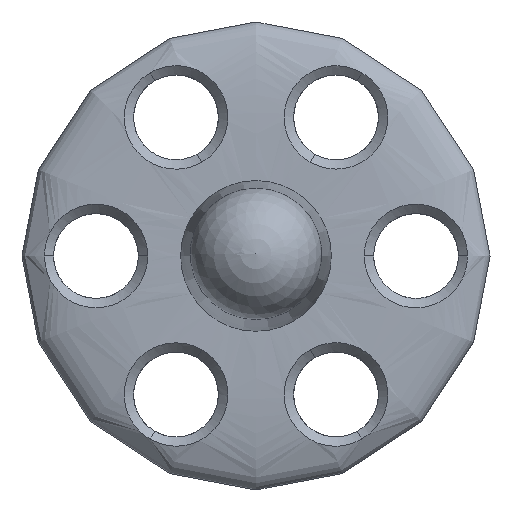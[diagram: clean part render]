
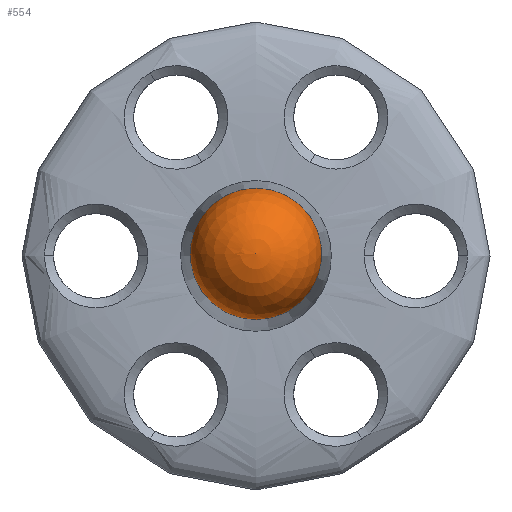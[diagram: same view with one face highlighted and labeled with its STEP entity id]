
A CAD part, top view. The second image highlights one B-rep face of the part: STEP entity #554.
In plain terms, the highlighted spherical face has radius 7 mm.
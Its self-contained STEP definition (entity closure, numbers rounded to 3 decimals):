
#154=FACE_OUTER_BOUND('',#189,.T.);
#189=EDGE_LOOP('',(#392,#393,#394));
#238=CIRCLE('',#606,5.);
#239=CIRCLE('',#607,7.);
#263=VERTEX_POINT('',#791);
#264=VERTEX_POINT('',#793);
#312=EDGE_CURVE('',#263,#263,#238,.T.);
#313=EDGE_CURVE('',#264,#263,#239,.T.);
#392=ORIENTED_EDGE('',*,*,#312,.F.);
#393=ORIENTED_EDGE('',*,*,#313,.F.);
#394=ORIENTED_EDGE('',*,*,#313,.T.);
#552=SPHERICAL_SURFACE('',#605,7.);
#554=ADVANCED_FACE('',(#154),#552,.T.);
#605=AXIS2_PLACEMENT_3D('',#790,#660,#661);
#606=AXIS2_PLACEMENT_3D('',#792,#662,#663);
#607=AXIS2_PLACEMENT_3D('',#794,#664,#665);
#660=DIRECTION('center_axis',(0.,0.,1.));
#661=DIRECTION('ref_axis',(1.,0.,0.));
#662=DIRECTION('center_axis',(0.,0.,-1.));
#663=DIRECTION('ref_axis',(1.,0.,0.));
#664=DIRECTION('center_axis',(0.,-1.,0.));
#665=DIRECTION('ref_axis',(-1.,0.,0.));
#790=CARTESIAN_POINT('Origin',(0.,0.,130.694));
#791=CARTESIAN_POINT('',(-5.,0.,125.795));
#792=CARTESIAN_POINT('Origin',(0.,0.,125.795));
#793=CARTESIAN_POINT('',(0.,0.,137.694));
#794=CARTESIAN_POINT('Origin',(0.,0.,130.694));
